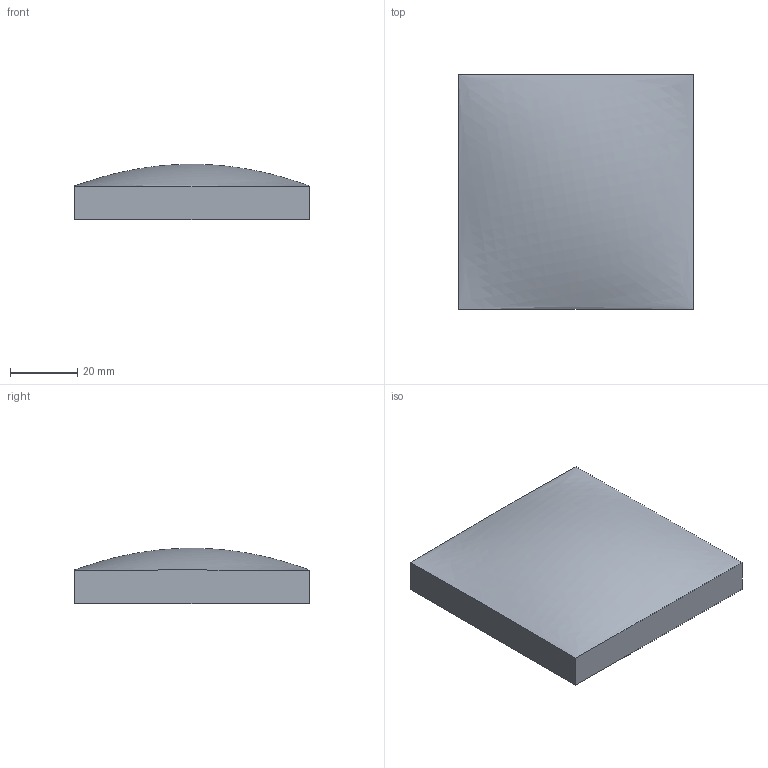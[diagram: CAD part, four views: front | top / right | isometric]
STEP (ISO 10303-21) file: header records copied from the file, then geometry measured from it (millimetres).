
FILE_DESCRIPTION (( 'STEP AP203' ), '1' );
FILE_NAME ('vanilla_surf.STEP', '2018-05-21T14:43:48', ( '' ), ( '' ), 'SwSTEP 2.0', 'SolidWorks 2017', '' );
FILE_SCHEMA (( 'CONFIG_CONTROL_DESIGN' ));
Length unit declared in the file: millimetre
Products named in the file (1): vanilla_surf
Bounding box: 70 x 70 x 16.56 mm (x, y, z)
Volume: 63276.4 mm3; surface area: 12728 mm2
Topology: 1 solids, 1 shells, 6 faces, 12 edges, 8 vertices
Faces by surface type: plane 5, bspline 1
Entity records: 4324 total; most frequent: CARTESIAN_POINT 4129, ORIENTED_EDGE 24, DIRECTION 20, EDGE_CURVE 12, VECTOR 8, LINE 8, VERTEX_POINT 8, PERSON_AND_ORGANIZATION 8
